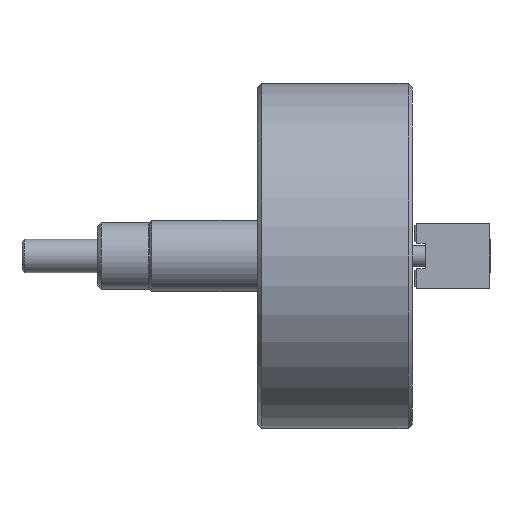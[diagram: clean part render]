
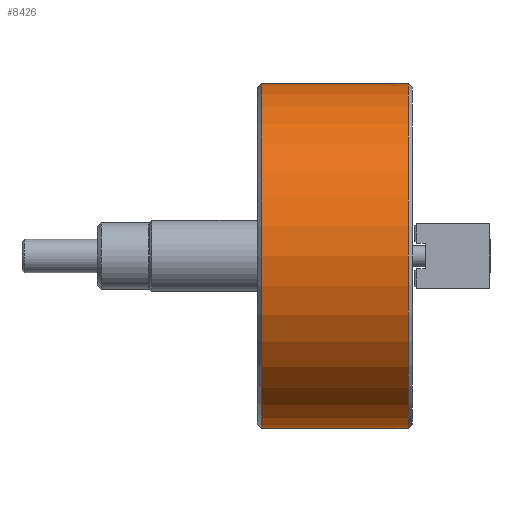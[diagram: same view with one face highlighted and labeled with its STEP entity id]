
A CAD part, front view. The second image highlights one B-rep face of the part: STEP entity #8426.
In plain terms, the highlighted cylindrical face has radius 82.5 mm (diameter 165 mm), a partial arc.
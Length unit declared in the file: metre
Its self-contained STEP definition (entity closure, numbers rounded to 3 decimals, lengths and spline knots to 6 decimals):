
#1145 = VERTEX_POINT ( 'NONE', #3828 ) ;
#1525 = EDGE_CURVE ( 'NONE', #9587, #15864, #8604, .T. ) ;
#1771 = EDGE_CURVE ( 'NONE', #11571, #15864, #24150, .T. ) ;
#2651 = DIRECTION ( 'NONE',  ( -1., 0., 0. ) ) ;
#3828 = CARTESIAN_POINT ( 'NONE',  ( 0.072, 0., 0.0825 ) ) ;
#4490 = CARTESIAN_POINT ( 'NONE',  ( 0.072, 0., 0. ) ) ;
#4793 = CARTESIAN_POINT ( 'NONE',  ( 0.002, 0., -0.0825 ) ) ;
#4818 = AXIS2_PLACEMENT_3D ( 'NONE', #4490, #17887, #6408 ) ;
#4947 = DIRECTION ( 'NONE',  ( -1., 0., 0. ) ) ;
#6310 = ORIENTED_EDGE ( 'NONE', *, *, #1771, .T. ) ;
#6408 = DIRECTION ( 'NONE',  ( 0., 0., 1. ) ) ;
#7422 = ORIENTED_EDGE ( 'NONE', *, *, #1525, .F. ) ;
#7783 = EDGE_CURVE ( 'NONE', #9587, #1145, #18665, .T. ) ;
#8404 = CARTESIAN_POINT ( 'NONE',  ( 0., 0., 0. ) ) ;
#8426 = ADVANCED_FACE ( 'NONE', ( #22840 ), #12665, .T. ) ;
#8604 = LINE ( 'NONE', #18335, #9215 ) ;
#9135 = DIRECTION ( 'NONE',  ( -1., 0., 0. ) ) ;
#9215 = VECTOR ( 'NONE', #4947, 1. ) ;
#9432 = LINE ( 'NONE', #20607, #24663 ) ;
#9587 = VERTEX_POINT ( 'NONE', #12470 ) ;
#11029 = CARTESIAN_POINT ( 'NONE',  ( 0.002, 0., 0. ) ) ;
#11571 = VERTEX_POINT ( 'NONE', #22032 ) ;
#12470 = CARTESIAN_POINT ( 'NONE',  ( 0.072, 0., -0.0825 ) ) ;
#12665 = CYLINDRICAL_SURFACE ( 'NONE', #16708, 0.0825 ) ;
#12940 = DIRECTION ( 'NONE',  ( 0., 0., -1. ) ) ;
#15864 = VERTEX_POINT ( 'NONE', #4793 ) ;
#16708 = AXIS2_PLACEMENT_3D ( 'NONE', #8404, #2651, #21805 ) ;
#17183 = ORIENTED_EDGE ( 'NONE', *, *, #7783, .T. ) ;
#17887 = DIRECTION ( 'NONE',  ( -1., 0., 0. ) ) ;
#18335 = CARTESIAN_POINT ( 'NONE',  ( 0., 0., -0.0825 ) ) ;
#18665 = CIRCLE ( 'NONE', #4818, 0.0825 ) ;
#19319 = EDGE_CURVE ( 'NONE', #1145, #11571, #9432, .T. ) ;
#20607 = CARTESIAN_POINT ( 'NONE',  ( 0., 0., 0.0825 ) ) ;
#21805 = DIRECTION ( 'NONE',  ( 0., 0., 1. ) ) ;
#22032 = CARTESIAN_POINT ( 'NONE',  ( 0.002, 0., 0.0825 ) ) ;
#22175 = EDGE_LOOP ( 'NONE', ( #7422, #17183, #22292, #6310 ) ) ;
#22292 = ORIENTED_EDGE ( 'NONE', *, *, #19319, .T. ) ;
#22840 = FACE_OUTER_BOUND ( 'NONE', #22175, .T. ) ;
#24150 = CIRCLE ( 'NONE', #24425, 0.0825 ) ;
#24378 = DIRECTION ( 'NONE',  ( 1., 0., 0. ) ) ;
#24425 = AXIS2_PLACEMENT_3D ( 'NONE', #11029, #24378, #12940 ) ;
#24663 = VECTOR ( 'NONE', #9135, 1. ) ;
